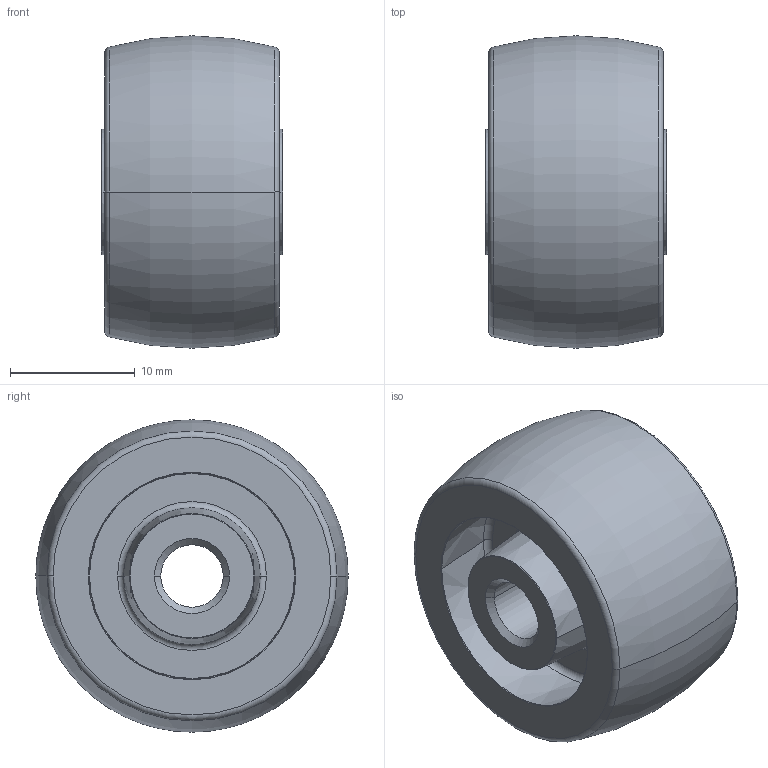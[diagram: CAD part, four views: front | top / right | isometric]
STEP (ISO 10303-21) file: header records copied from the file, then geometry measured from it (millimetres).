
FILE_DESCRIPTION (( 'STEP AP214' ), '1' );
FILE_NAME ('0016648.step', '2023-02-14T08:52:51', ( '' ), ( '' ), 'SwSTEP 2.0', 'SolidWorks 2020', '' );
FILE_SCHEMA (( 'AUTOMOTIVE_DESIGN' ));
Length unit declared in the file: millimetre
Products named in the file (1): 0016648
Bounding box: 14.5 x 25 x 25 mm (x, y, z)
Volume: 4663.5 mm3; surface area: 3069 mm2
Topology: 1 solids, 1 shells, 46 faces, 92 edges, 52 vertices
Faces by surface type: torus 26, cone 12, plane 6, cylinder 2
Entity records: 1754 total; most frequent: DIRECTION 264, CARTESIAN_POINT 191, ORIENTED_EDGE 184, AXIS2_PLACEMENT_3D 125, EDGE_CURVE 92, CIRCLE 78, EDGE_LOOP 52, VERTEX_POINT 52
